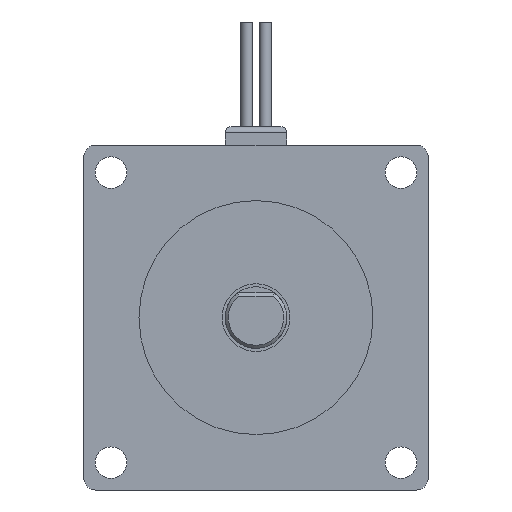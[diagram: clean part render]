
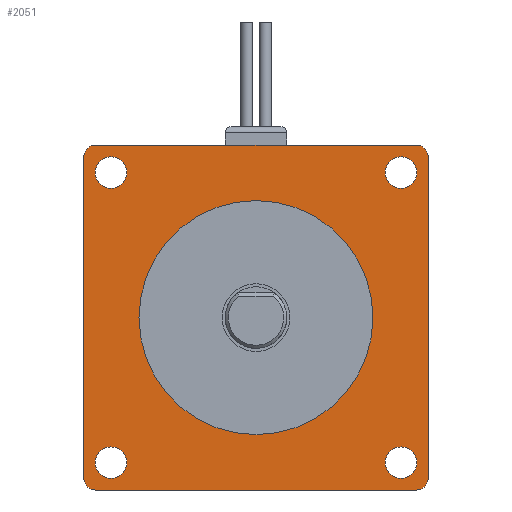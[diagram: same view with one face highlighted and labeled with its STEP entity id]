
A CAD part, front view. The second image highlights one B-rep face of the part: STEP entity #2051.
In plain terms, the highlighted planar face has unit normal (0, -1, 0).
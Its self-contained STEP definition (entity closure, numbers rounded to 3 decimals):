
#76=FACE_BOUND('',#303,.T.);
#77=FACE_BOUND('',#304,.T.);
#78=FACE_BOUND('',#305,.T.);
#79=FACE_BOUND('',#306,.T.);
#80=FACE_BOUND('',#307,.T.);
#102=PLANE('',#2221);
#180=FACE_OUTER_BOUND('',#302,.T.);
#302=EDGE_LOOP('',(#1491,#1492,#1493,#1494,#1495,#1496,#1497,#1498));
#303=EDGE_LOOP('',(#1499));
#304=EDGE_LOOP('',(#1500));
#305=EDGE_LOOP('',(#1501));
#306=EDGE_LOOP('',(#1502));
#307=EDGE_LOOP('',(#1503));
#433=LINE('',#3078,#629);
#450=LINE('',#3130,#646);
#468=LINE('',#3174,#664);
#474=LINE('',#3188,#670);
#629=VECTOR('',#2429,10.);
#646=VECTOR('',#2470,10.);
#664=VECTOR('',#2510,10.);
#670=VECTOR('',#2522,10.);
#836=CIRCLE('',#2220,2.);
#837=CIRCLE('',#2222,2.);
#838=CIRCLE('',#2223,2.);
#839=CIRCLE('',#2224,2.);
#840=CIRCLE('',#2225,2.55);
#841=CIRCLE('',#2226,2.55);
#842=CIRCLE('',#2227,2.55);
#843=CIRCLE('',#2228,2.55);
#844=CIRCLE('',#2229,19.);
#915=VERTEX_POINT('',#3075);
#916=VERTEX_POINT('',#3077);
#938=VERTEX_POINT('',#3127);
#939=VERTEX_POINT('',#3129);
#953=VERTEX_POINT('',#3171);
#954=VERTEX_POINT('',#3173);
#958=VERTEX_POINT('',#3185);
#959=VERTEX_POINT('',#3187);
#962=VERTEX_POINT('',#3203);
#963=VERTEX_POINT('',#3205);
#964=VERTEX_POINT('',#3207);
#965=VERTEX_POINT('',#3209);
#966=VERTEX_POINT('',#3211);
#1108=EDGE_CURVE('',#915,#916,#433,.T.);
#1134=EDGE_CURVE('',#939,#938,#450,.T.);
#1156=EDGE_CURVE('',#954,#953,#468,.T.);
#1163=EDGE_CURVE('',#958,#959,#474,.T.);
#1169=EDGE_CURVE('',#916,#938,#836,.T.);
#1170=EDGE_CURVE('',#954,#915,#837,.T.);
#1171=EDGE_CURVE('',#959,#953,#838,.T.);
#1172=EDGE_CURVE('',#939,#958,#839,.T.);
#1173=EDGE_CURVE('',#962,#962,#840,.T.);
#1174=EDGE_CURVE('',#963,#963,#841,.T.);
#1175=EDGE_CURVE('',#964,#964,#842,.T.);
#1176=EDGE_CURVE('',#965,#965,#843,.T.);
#1177=EDGE_CURVE('',#966,#966,#844,.T.);
#1491=ORIENTED_EDGE('',*,*,#1169,.F.);
#1492=ORIENTED_EDGE('',*,*,#1108,.F.);
#1493=ORIENTED_EDGE('',*,*,#1170,.F.);
#1494=ORIENTED_EDGE('',*,*,#1156,.T.);
#1495=ORIENTED_EDGE('',*,*,#1171,.F.);
#1496=ORIENTED_EDGE('',*,*,#1163,.F.);
#1497=ORIENTED_EDGE('',*,*,#1172,.F.);
#1498=ORIENTED_EDGE('',*,*,#1134,.T.);
#1499=ORIENTED_EDGE('',*,*,#1173,.F.);
#1500=ORIENTED_EDGE('',*,*,#1174,.F.);
#1501=ORIENTED_EDGE('',*,*,#1175,.F.);
#1502=ORIENTED_EDGE('',*,*,#1176,.F.);
#1503=ORIENTED_EDGE('',*,*,#1177,.T.);
#2051=ADVANCED_FACE('',(#180,#76,#77,#78,#79,#80),#102,.F.);
#2220=AXIS2_PLACEMENT_3D('',#3198,#2534,#2535);
#2221=AXIS2_PLACEMENT_3D('',#3199,#2536,#2537);
#2222=AXIS2_PLACEMENT_3D('',#3200,#2538,#2539);
#2223=AXIS2_PLACEMENT_3D('',#3201,#2540,#2541);
#2224=AXIS2_PLACEMENT_3D('',#3202,#2542,#2543);
#2225=AXIS2_PLACEMENT_3D('',#3204,#2544,#2545);
#2226=AXIS2_PLACEMENT_3D('',#3206,#2546,#2547);
#2227=AXIS2_PLACEMENT_3D('',#3208,#2548,#2549);
#2228=AXIS2_PLACEMENT_3D('',#3210,#2550,#2551);
#2229=AXIS2_PLACEMENT_3D('',#3212,#2552,#2553);
#2429=DIRECTION('',(-1.,0.,0.));
#2470=DIRECTION('',(0.,0.,-1.));
#2510=DIRECTION('',(0.,0.,1.));
#2522=DIRECTION('',(1.,0.,0.));
#2534=DIRECTION('center_axis',(0.,1.,0.));
#2535=DIRECTION('ref_axis',(-0.707,0.,-0.707));
#2536=DIRECTION('center_axis',(0.,1.,0.));
#2537=DIRECTION('ref_axis',(1.,0.,0.));
#2538=DIRECTION('center_axis',(0.,1.,0.));
#2539=DIRECTION('ref_axis',(0.707,0.,-0.707));
#2540=DIRECTION('center_axis',(0.,1.,0.));
#2541=DIRECTION('ref_axis',(0.707,0.,0.707));
#2542=DIRECTION('center_axis',(0.,1.,0.));
#2543=DIRECTION('ref_axis',(-0.707,0.,0.707));
#2544=DIRECTION('center_axis',(0.,-1.,0.));
#2545=DIRECTION('ref_axis',(1.,0.,0.));
#2546=DIRECTION('center_axis',(0.,-1.,0.));
#2547=DIRECTION('ref_axis',(1.,0.,0.));
#2548=DIRECTION('center_axis',(0.,-1.,0.));
#2549=DIRECTION('ref_axis',(1.,0.,0.));
#2550=DIRECTION('center_axis',(0.,-1.,0.));
#2551=DIRECTION('ref_axis',(1.,0.,0.));
#2552=DIRECTION('center_axis',(0.,1.,0.));
#2553=DIRECTION('ref_axis',(1.,0.,0.));
#3075=CARTESIAN_POINT('',(26.,0.,-28.));
#3077=CARTESIAN_POINT('',(-26.,0.,-28.));
#3078=CARTESIAN_POINT('',(28.,0.,-28.));
#3127=CARTESIAN_POINT('',(-28.,0.,-26.));
#3129=CARTESIAN_POINT('',(-28.,0.,26.));
#3130=CARTESIAN_POINT('',(-28.,0.,-19.));
#3171=CARTESIAN_POINT('',(28.,0.,26.));
#3173=CARTESIAN_POINT('',(28.,0.,-26.));
#3174=CARTESIAN_POINT('',(28.,0.,19.));
#3185=CARTESIAN_POINT('',(-26.,0.,28.));
#3187=CARTESIAN_POINT('',(26.,0.,28.));
#3188=CARTESIAN_POINT('',(-28.,0.,28.));
#3198=CARTESIAN_POINT('Origin',(-26.,0.,-26.));
#3199=CARTESIAN_POINT('Origin',(0.,0.,0.));
#3200=CARTESIAN_POINT('Origin',(26.,0.,-26.));
#3201=CARTESIAN_POINT('Origin',(26.,0.,26.));
#3202=CARTESIAN_POINT('Origin',(-26.,0.,26.));
#3203=CARTESIAN_POINT('',(21.,0.,23.55));
#3204=CARTESIAN_POINT('Origin',(23.55,0.,23.55));
#3205=CARTESIAN_POINT('',(21.,0.,-23.55));
#3206=CARTESIAN_POINT('Origin',(23.55,0.,-23.55));
#3207=CARTESIAN_POINT('',(-26.1,0.,-23.55));
#3208=CARTESIAN_POINT('Origin',(-23.55,0.,-23.55));
#3209=CARTESIAN_POINT('',(-26.1,0.,23.55));
#3210=CARTESIAN_POINT('Origin',(-23.55,0.,23.55));
#3211=CARTESIAN_POINT('',(-19.,0.,0.));
#3212=CARTESIAN_POINT('Origin',(0.,0.,0.));
